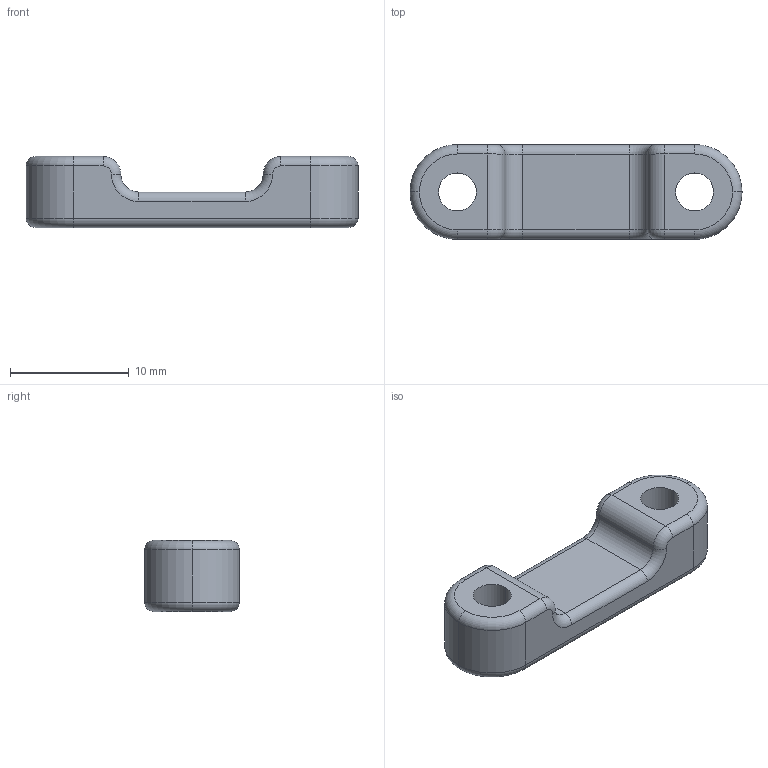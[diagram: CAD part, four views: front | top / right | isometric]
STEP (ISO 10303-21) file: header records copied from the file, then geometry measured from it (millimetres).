
FILE_DESCRIPTION (( 'STEP AP214' ), '1' );
FILE_NAME ('tool head cable clamp.STEP', '2025-05-20T15:57:39', ( '' ), ( '' ), 'SwSTEP 2.0', 'SolidWorks 2024', '' );
FILE_SCHEMA (( 'AUTOMOTIVE_DESIGN' ));
Length unit declared in the file: millimetre
Products named in the file (1): tool head cable clamp
Bounding box: 28 x 8 x 6 mm (x, y, z)
Volume: 858.6 mm3; surface area: 807.5 mm2
Topology: 1 solids, 1 shells, 42 faces, 96 edges, 56 vertices
Faces by surface type: cylinder 20, torus 16, plane 6
Entity records: 1223 total; most frequent: DIRECTION 246, CARTESIAN_POINT 195, ORIENTED_EDGE 192, AXIS2_PLACEMENT_3D 107, EDGE_CURVE 96, CIRCLE 64, VERTEX_POINT 56, EDGE_LOOP 46
